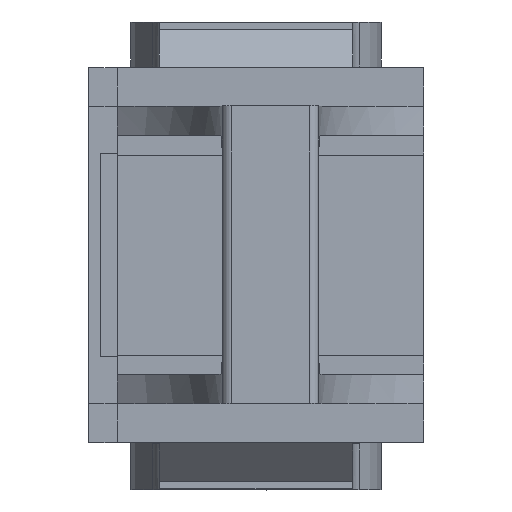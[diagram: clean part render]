
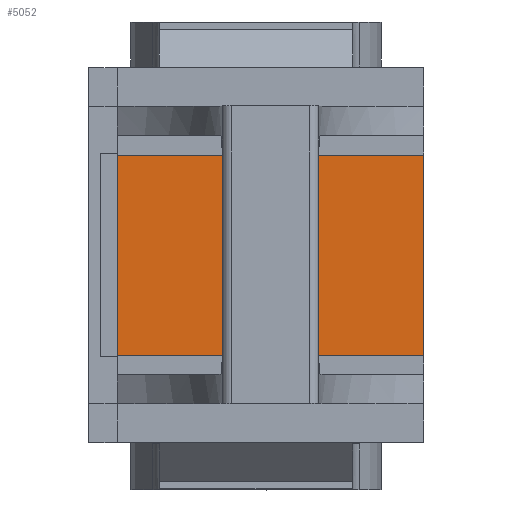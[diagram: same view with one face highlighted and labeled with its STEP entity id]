
A CAD part, top view. The second image highlights one B-rep face of the part: STEP entity #5052.
In plain terms, the highlighted planar face has unit normal (0, 0, 1).
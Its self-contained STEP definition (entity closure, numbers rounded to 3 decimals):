
#186=PLANE('',#5427);
#744=FACE_OUTER_BOUND('',#1058,.T.);
#1058=EDGE_LOOP('',(#3923,#3924,#3925,#3926));
#1420=LINE('',#8263,#1868);
#1425=LINE('',#8274,#1873);
#1426=LINE('',#8275,#1874);
#1427=LINE('',#8276,#1875);
#1868=VECTOR('',#6269,10.);
#1873=VECTOR('',#6278,10.);
#1874=VECTOR('',#6279,10.);
#1875=VECTOR('',#6280,10.);
#2380=VERTEX_POINT('',#8260);
#2381=VERTEX_POINT('',#8262);
#2384=VERTEX_POINT('',#8272);
#2385=VERTEX_POINT('',#8273);
#2952=EDGE_CURVE('',#2381,#2380,#1420,.T.);
#2957=EDGE_CURVE('',#2384,#2385,#1425,.T.);
#2958=EDGE_CURVE('',#2384,#2381,#1426,.T.);
#2959=EDGE_CURVE('',#2385,#2380,#1427,.T.);
#3923=ORIENTED_EDGE('',*,*,#2957,.F.);
#3924=ORIENTED_EDGE('',*,*,#2958,.T.);
#3925=ORIENTED_EDGE('',*,*,#2952,.T.);
#3926=ORIENTED_EDGE('',*,*,#2959,.F.);
#5052=ADVANCED_FACE('',(#744),#186,.F.);
#5427=AXIS2_PLACEMENT_3D('',#8271,#6276,#6277);
#6269=DIRECTION('',(0.,-1.,0.));
#6276=DIRECTION('center_axis',(0.,0.,-1.));
#6277=DIRECTION('ref_axis',(0.,-1.,0.));
#6278=DIRECTION('',(0.,-1.,0.));
#6279=DIRECTION('',(-1.,0.,0.));
#6280=DIRECTION('',(-1.,0.,0.));
#8260=CARTESIAN_POINT('',(3.,-22.8,-6.));
#8262=CARTESIAN_POINT('',(3.,-2.,-6.));
#8263=CARTESIAN_POINT('',(3.,-2.,-6.));
#8271=CARTESIAN_POINT('Origin',(34.7,-2.,-6.));
#8272=CARTESIAN_POINT('',(34.7,-2.,-6.));
#8273=CARTESIAN_POINT('',(34.7,-22.8,-6.));
#8274=CARTESIAN_POINT('',(34.7,-7.2,-6.));
#8275=CARTESIAN_POINT('',(34.7,-2.,-6.));
#8276=CARTESIAN_POINT('',(34.7,-22.8,-6.));
